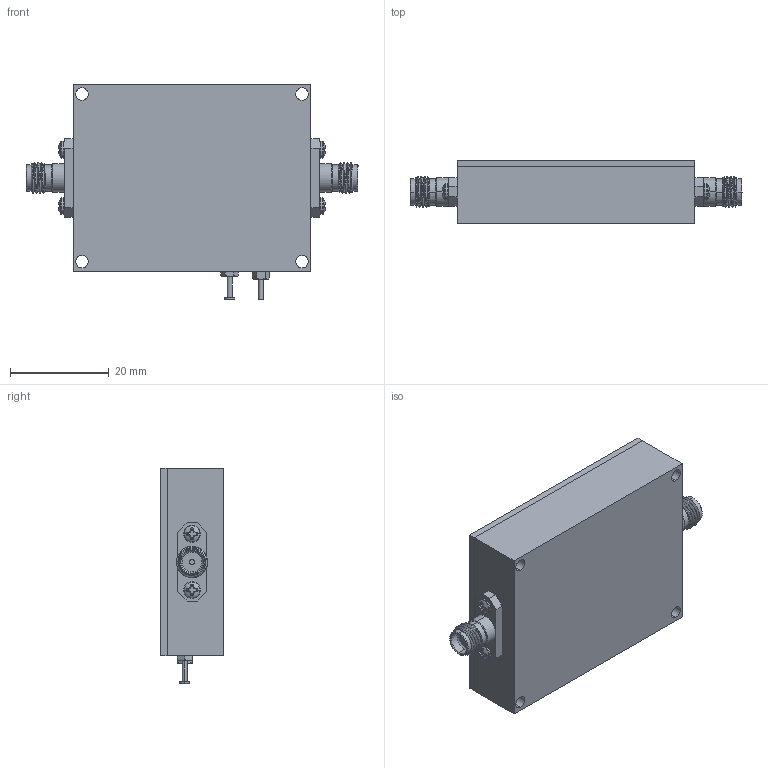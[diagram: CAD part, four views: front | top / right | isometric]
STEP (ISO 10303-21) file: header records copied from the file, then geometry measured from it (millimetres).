
FILE_DESCRIPTION (( 'STEP AP203' ), '1' );
FILE_NAME ('PE15A3021.step', '2019-04-17T22:41:45', ( '' ), ( '' ), 'SwSTEP 2.0', 'SolidWorks 2018', '' );
FILE_SCHEMA (( 'CONFIG_CONTROL_DESIGN' ));
Products named in the file (1): PE15A3021
Bounding box: 67.41 x 12.73 x 43.81 mm (x, y, z)
Volume: 23721.9 mm3; surface area: 7558.8 mm2
Topology: 1 solids, 19 shells, 1535 faces, 4140 edges, 2722 vertices
Faces by surface type: plane 718, cylinder 326, bspline 269, cone 198, torus 16, sphere 8
Entity records: 74029 total; most frequent: CARTESIAN_POINT 38947, ORIENTED_EDGE 8240, DIRECTION 5848, EDGE_CURVE 4120, VERTEX_POINT 2722, VECTOR 2124, LINE 2124, AXIS2_PLACEMENT_3D 1862
